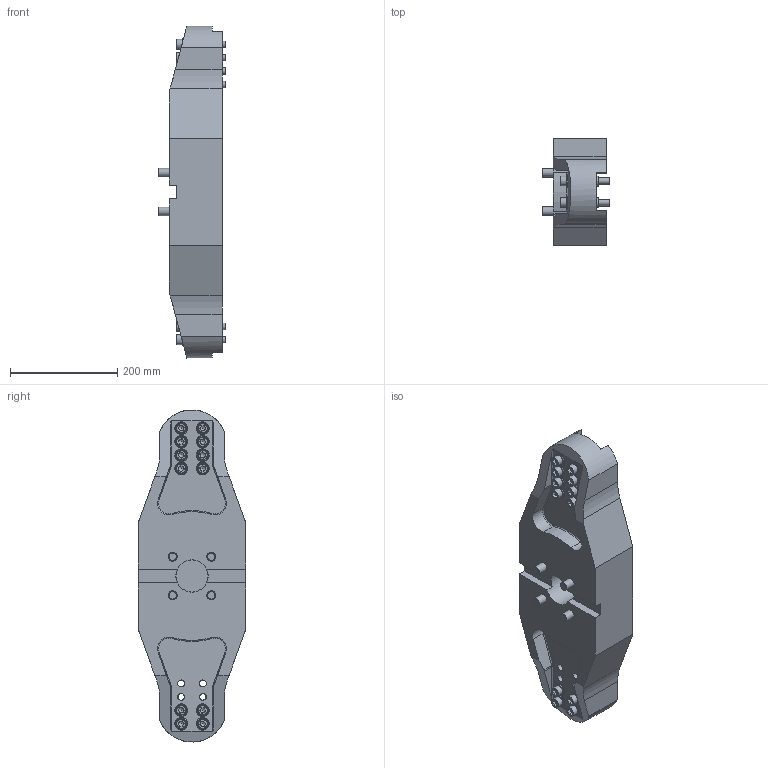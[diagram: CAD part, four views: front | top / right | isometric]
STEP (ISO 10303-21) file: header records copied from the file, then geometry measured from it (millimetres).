
FILE_DESCRIPTION (( 'STEP AP214' ), '1' );
FILE_NAME ('D60.VK3.063.080.STEP', '2020-08-13T15:00:09', ( '' ), ( '' ), 'SwSTEP 2.0', 'SolidWorks 2017', '' );
FILE_SCHEMA (( 'AUTOMOTIVE_DESIGN' ));
Length unit declared in the file: millimetre
Products named in the file (7): VK3-ER1.001.005_A; DIN 179 - D12xD18x12; ISO 7090 - 12; ISO 4762 - M12 x 80; D60.VK3.063.080; ISO 4762 - M16 x 80; D60-VK3.063.080_B
Assembly tree (40 placements, depth 2):
  D60.VK3.063.080
    D60-VK3.063.080_B
    ISO 4762 - M12 x 80  x13
    ISO 7090 - 12  x13
    VK3-ER1.001.005_A
    ISO 4762 - M16 x 80  x4
    DIN 179 - D12xD18x12  x8
Bounding box: 125.5 x 200 x 617.88 mm (x, y, z)
Volume: 6420803.1 mm3; surface area: 573570.7 mm2
Topology: 40 solids, 40 shells, 678 faces, 1471 edges, 907 vertices
Faces by surface type: plane 374, cylinder 167, torus 74, cone 63
Full cylindrical faces by diameter (mm): 12 x21, 13 x29, 16 x4, 17 x8, 18 x37, 24 x17, 60 x1, 138 x1, 140 x1
Entity records: 7598 total; most frequent: DIRECTION 1332, CARTESIAN_POINT 1212, ORIENTED_EDGE 1032, AXIS2_PLACEMENT_3D 540, EDGE_CURVE 516, EDGE_LOOP 382, VERTEX_POINT 364, FACE_OUTER_BOUND 304
